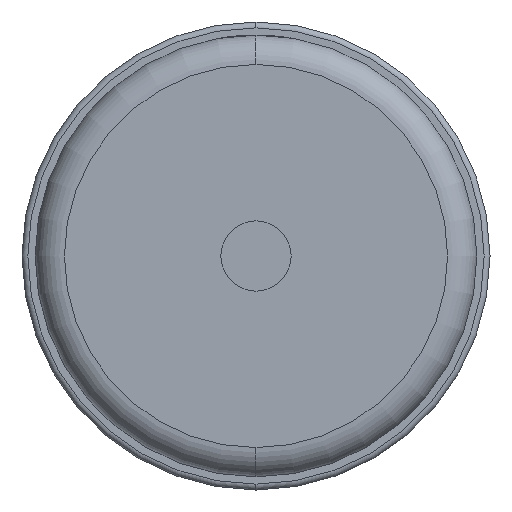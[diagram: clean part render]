
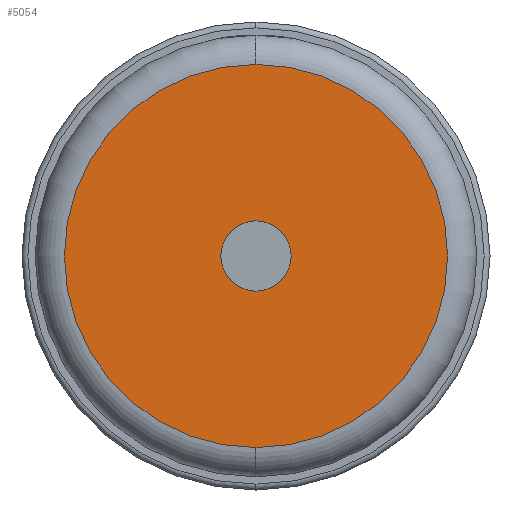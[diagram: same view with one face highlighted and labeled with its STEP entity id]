
A CAD part, left-side view. The second image highlights one B-rep face of the part: STEP entity #5054.
In plain terms, the highlighted planar face has unit normal (-1, 0, 0).
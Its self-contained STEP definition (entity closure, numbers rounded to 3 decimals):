
#108 = CARTESIAN_POINT ( 'NONE',  ( 0., 0., -6. ) ) ;
#138 = DIRECTION ( 'NONE',  ( 1., 0., 0. ) ) ;
#407 = CARTESIAN_POINT ( 'NONE',  ( 0., 0., 0. ) ) ;
#408 = CARTESIAN_POINT ( 'NONE',  ( 0., 0., 32.75 ) ) ;
#467 = DIRECTION ( 'NONE',  ( 0., 0., -1. ) ) ;
#488 = VERTEX_POINT ( 'NONE', #408 ) ;
#580 = VERTEX_POINT ( 'NONE', #108 ) ;
#853 = EDGE_CURVE ( 'NONE', #2131, #488, #4782, .T. ) ;
#881 = CARTESIAN_POINT ( 'NONE',  ( 0., 0., -32.75 ) ) ;
#964 = DIRECTION ( 'NONE',  ( 0., 0., -1. ) ) ;
#1251 = DIRECTION ( 'NONE',  ( -1., 0., 0. ) ) ;
#1339 = FACE_BOUND ( 'NONE', #3472, .T. ) ;
#1559 = CARTESIAN_POINT ( 'NONE',  ( 0., 0., 0. ) ) ;
#1583 = FACE_OUTER_BOUND ( 'NONE', #2198, .T. ) ;
#1596 = CIRCLE ( 'NONE', #2036, 6. ) ;
#2036 = AXIS2_PLACEMENT_3D ( 'NONE', #4077, #4473, #964 ) ;
#2066 = ORIENTED_EDGE ( 'NONE', *, *, #2174, .F. ) ;
#2112 = AXIS2_PLACEMENT_3D ( 'NONE', #407, #1251, #467 ) ;
#2131 = VERTEX_POINT ( 'NONE', #881 ) ;
#2156 = AXIS2_PLACEMENT_3D ( 'NONE', #4013, #138, #2872 ) ;
#2174 = EDGE_CURVE ( 'NONE', #580, #4374, #1596, .T. ) ;
#2198 = EDGE_LOOP ( 'NONE', ( #3187, #3147 ) ) ;
#2220 = EDGE_CURVE ( 'NONE', #4374, #580, #3577, .T. ) ;
#2393 = EDGE_CURVE ( 'NONE', #488, #2131, #4619, .T. ) ;
#2491 = DIRECTION ( 'NONE',  ( -1., 0., 0. ) ) ;
#2709 = DIRECTION ( 'NONE',  ( -1., 0., 0. ) ) ;
#2872 = DIRECTION ( 'NONE',  ( 0., 0., -1. ) ) ;
#2960 = CARTESIAN_POINT ( 'NONE',  ( 0., 0., 0. ) ) ;
#3147 = ORIENTED_EDGE ( 'NONE', *, *, #2393, .T. ) ;
#3187 = ORIENTED_EDGE ( 'NONE', *, *, #853, .T. ) ;
#3251 = AXIS2_PLACEMENT_3D ( 'NONE', #2960, #2491, #4882 ) ;
#3407 = AXIS2_PLACEMENT_3D ( 'NONE', #1559, #2709, #4260 ) ;
#3472 = EDGE_LOOP ( 'NONE', ( #2066, #4307 ) ) ;
#3577 = CIRCLE ( 'NONE', #3251, 6. ) ;
#4013 = CARTESIAN_POINT ( 'NONE',  ( 0., 0., 0. ) ) ;
#4077 = CARTESIAN_POINT ( 'NONE',  ( 0., 0., 0. ) ) ;
#4260 = DIRECTION ( 'NONE',  ( 0., 0., -1. ) ) ;
#4307 = ORIENTED_EDGE ( 'NONE', *, *, #2220, .F. ) ;
#4374 = VERTEX_POINT ( 'NONE', #4610 ) ;
#4473 = DIRECTION ( 'NONE',  ( -1., 0., 0. ) ) ;
#4610 = CARTESIAN_POINT ( 'NONE',  ( 0., 0., 6. ) ) ;
#4619 = CIRCLE ( 'NONE', #3407, 32.75 ) ;
#4782 = CIRCLE ( 'NONE', #2112, 32.75 ) ;
#4815 = PLANE ( 'NONE',  #2156 ) ;
#4882 = DIRECTION ( 'NONE',  ( 0., 0., -1. ) ) ;
#5054 = ADVANCED_FACE ( 'NONE', ( #1583, #1339 ), #4815, .F. ) ;
